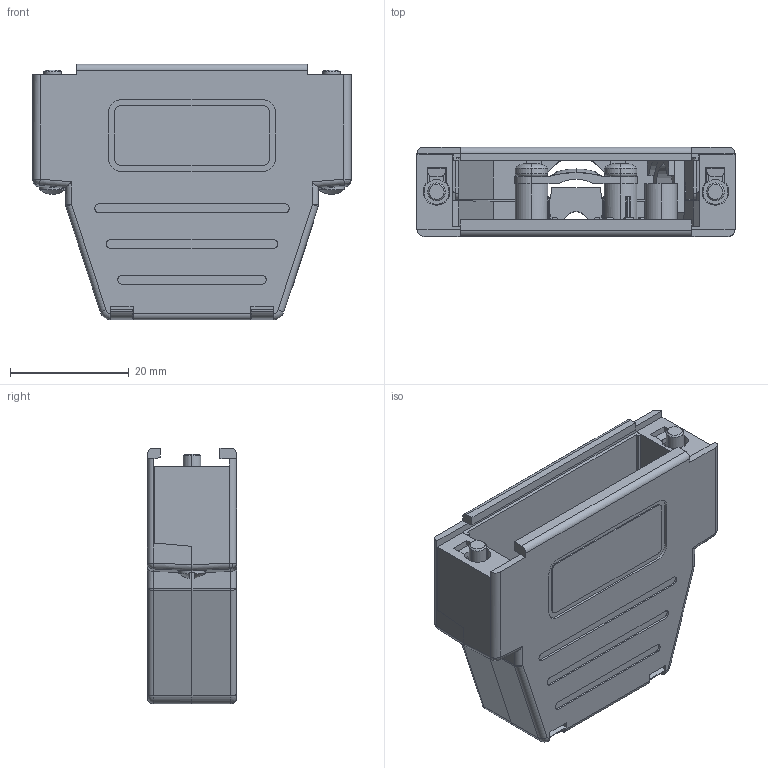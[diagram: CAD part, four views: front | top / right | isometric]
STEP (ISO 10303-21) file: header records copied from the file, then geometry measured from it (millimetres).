
FILE_DESCRIPTION (( 'STEP AP214' ), '1' );
FILE_NAME ('6688-9479-P-SJS.STEP', '2023-01-05T13:27:32', ( '' ), ( '' ), 'SwSTEP 2.0', 'SolidWorks 2021', '' );
FILE_SCHEMA (( 'AUTOMOTIVE_DESIGN' ));
Length unit declared in the file: millimetre
Products named in the file (8): 6855-0109-01; 6688-9479-P-SJS; 6830-0106-01; 6826-0133-01; 6811-0132-11 Part 1; 6822-0128-01; 6811-0132-11 Part 2; 6838-0109-01
Assembly tree (9 placements, depth 2):
  6688-9479-P-SJS
    6811-0132-11 Part 1
    6811-0132-11 Part 2
    6822-0128-01
    6826-0133-01  x2
    6830-0106-01
    6838-0109-01
    6855-0109-01  x2
Bounding box: 53.5 x 15 x 43 mm (x, y, z)
Volume: 10436.6 mm3; surface area: 15109.8 mm2
Topology: 11 solids, 11 shells, 781 faces, 2043 edges, 1317 vertices
Faces by surface type: plane 511, cylinder 209, bspline 27, cone 14, torus 13, sphere 7
Entity records: 25309 total; most frequent: CARTESIAN_POINT 7642, ORIENTED_EDGE 3724, DIRECTION 3435, EDGE_CURVE 1862, VECTOR 1319, LINE 1319, VERTEX_POINT 1201, AXIS2_PLACEMENT_3D 1058
